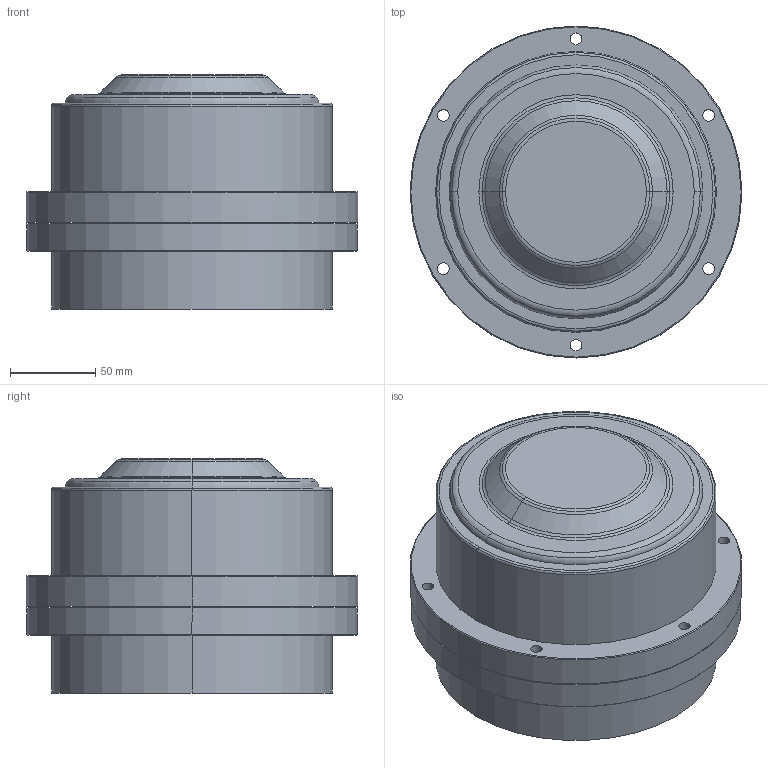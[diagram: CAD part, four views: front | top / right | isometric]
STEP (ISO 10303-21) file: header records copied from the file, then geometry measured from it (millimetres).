
FILE_DESCRIPTION((''),'2;1');
FILE_NAME('00','2022-06-10T14:05:42',('Administrator'),(''),'CREO PARAMETRIC BY PTC INC, 2019010','CREO PARAMETRIC BY PTC INC, 2019010','');
FILE_SCHEMA(('CONFIG_CONTROL_DESIGN'));
Length unit declared in the file: millimetre
Products named in the file (1): 00
Bounding box: 195 x 195 x 137.5 mm (x, y, z)
Volume: 2727722.3 mm3; surface area: 184847.9 mm2
Topology: 1 solids, 1 shells, 91 faces, 216 edges, 132 vertices
Faces by surface type: cylinder 47, torus 16, plane 14, cone 14
Entity records: 2706 total; most frequent: DIRECTION 528, CARTESIAN_POINT 431, ORIENTED_EDGE 416, AXIS2_PLACEMENT_3D 229, EDGE_CURVE 208, CIRCLE 138, VERTEX_POINT 132, EDGE_LOOP 128
